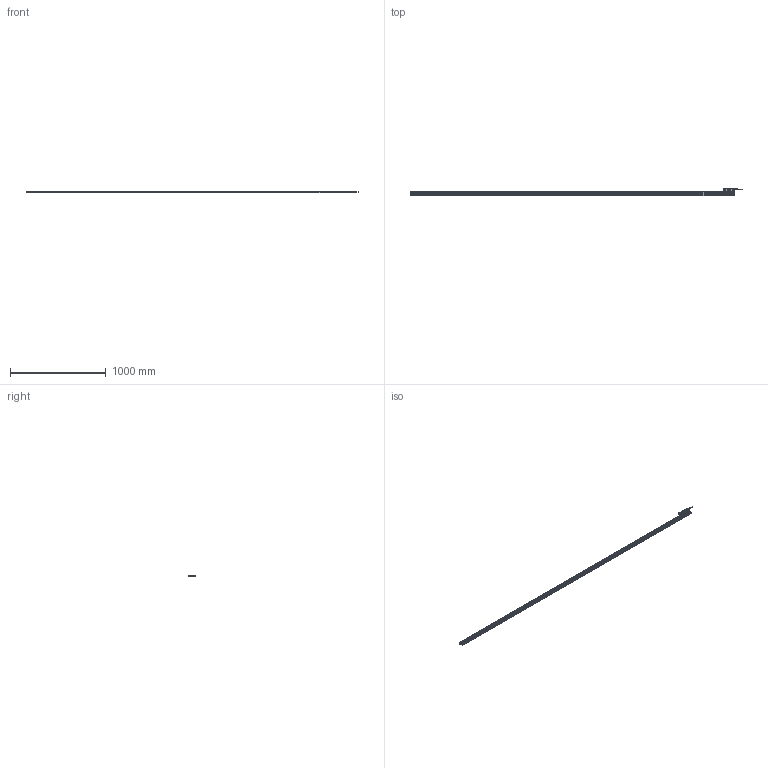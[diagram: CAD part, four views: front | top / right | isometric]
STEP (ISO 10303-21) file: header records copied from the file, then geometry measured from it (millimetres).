
FILE_DESCRIPTION(('CATIA V5 STEP','CAx-IF Rec.Pracs.--- Model Styling and Organization---1.4--- 2014-01-23'),'2;1');
FILE_NAME('SQ57-327-L.stp','2021-01-04T06:59:16+00:00',('none'),('none'),'CATIA Version 5-6 Release 2017 SP5','CATIA V5 STEP AP214','none');
FILE_SCHEMA(('AUTOMOTIVE_DESIGN { 1 0 10303 214 1 1 1 1 }'));
Products named in the file (4): SQ57-327-L; Head ASSY L; Scale cover 3270; Scale base 3270
Assembly tree (3 placements, depth 2):
  SQ57-327-L
    Head ASSY L
    Scale cover 3270
    Scale base 3270
Bounding box: 3460.5 x 77 x 20 mm (x, y, z)
Volume: 1674275.5 mm3; surface area: 1206871.4 mm2
Topology: 3 solids, 36 shells, 5184 faces, 13485 edges, 8586 vertices
Faces by surface type: cone 1777, plane 1447, cylinder 1225, bspline 515, torus 175, sphere 34, extrusion 11
Entity records: 174937 total; most frequent: CARTESIAN_POINT 60756, ORIENTED_EDGE 26866, DIRECTION 17390, EDGE_CURVE 13433, VERTEX_POINT 8586, AXIS2_PLACEMENT_3D 8515, VECTOR 5785, LINE 5774
